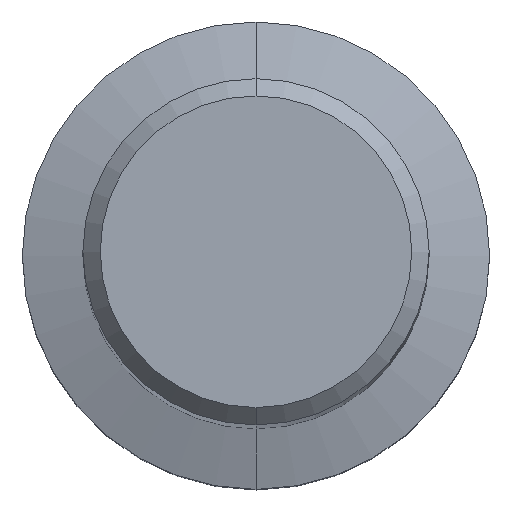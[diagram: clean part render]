
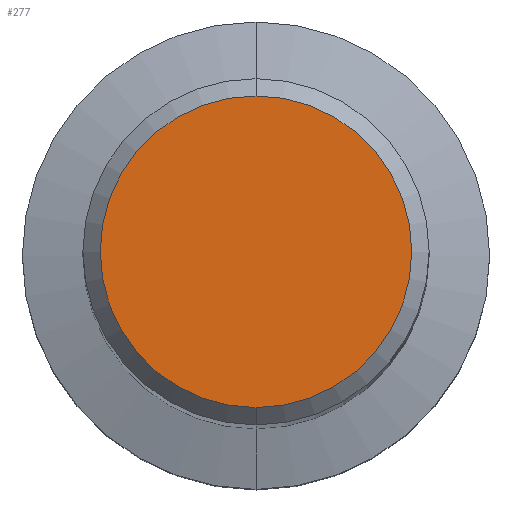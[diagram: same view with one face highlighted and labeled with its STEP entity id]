
A CAD part, top view. The second image highlights one B-rep face of the part: STEP entity #277.
In plain terms, the highlighted planar face has unit normal (0, 0, 1).
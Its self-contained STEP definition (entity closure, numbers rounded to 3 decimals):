
#211=VERTEX_POINT('',#567);
#277=ADVANCED_FACE('',(#639),#640,.T.);
#393=EDGE_CURVE('',#211,#483,#767,.T.);
#427=EDGE_CURVE('',#483,#211,#805,.T.);
#483=VERTEX_POINT('',#869);
#567=CARTESIAN_POINT('',(0.0,9.0,0.0));
#639=FACE_OUTER_BOUND('',#1207,.T.);
#640=PLANE('',#1208);
#767=CIRCLE('',#1402,9.0);
#805=CIRCLE('',#1486,9.0);
#869=CARTESIAN_POINT('',(0.,-9.0,0.0));
#1207=EDGE_LOOP('',(#1788,#1789));
#1208=AXIS2_PLACEMENT_3D('',#1790,#1791,#1792);
#1402=AXIS2_PLACEMENT_3D('',#1930,#1931,#1932);
#1486=AXIS2_PLACEMENT_3D('',#1979,#1980,#1981);
#1788=ORIENTED_EDGE('',*,*,#393,.F.);
#1789=ORIENTED_EDGE('',*,*,#427,.F.);
#1790=CARTESIAN_POINT('',(0.0,4.5,0.0));
#1791=DIRECTION('',(-0.0,0.0,1.0));
#1792=DIRECTION('',(0.0,-1.0,0.0));
#1930=CARTESIAN_POINT('',(0.0,0.0,0.0));
#1931=DIRECTION('',(0.0,0.0,-1.0));
#1932=DIRECTION('',(0.0,1.0,0.0));
#1979=CARTESIAN_POINT('',(0.0,0.0,0.0));
#1980=DIRECTION('',(0.0,0.0,-1.0));
#1981=DIRECTION('',(0.0,1.0,0.0));
